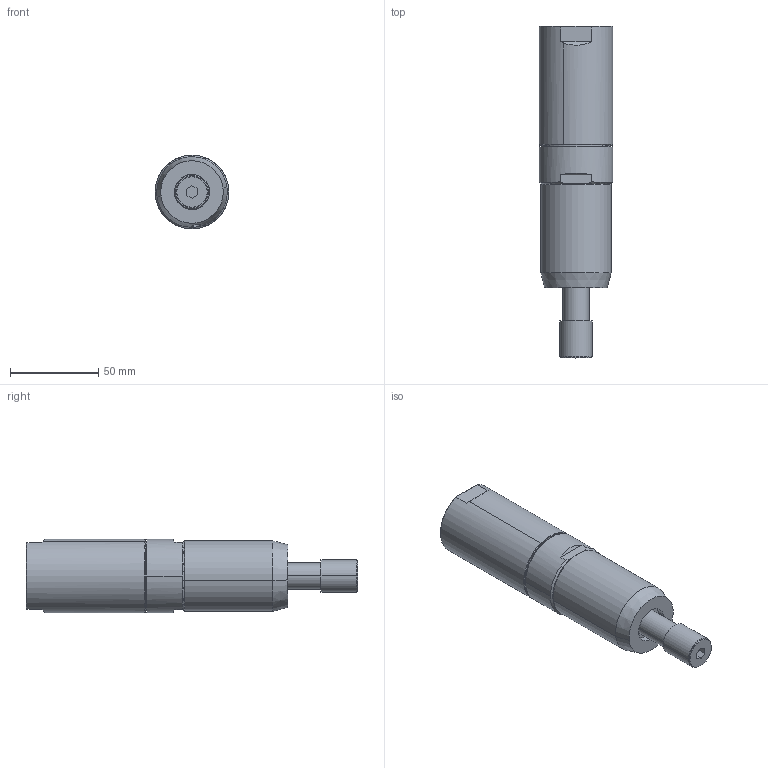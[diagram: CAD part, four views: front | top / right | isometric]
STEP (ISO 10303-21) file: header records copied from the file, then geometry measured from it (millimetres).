
FILE_DESCRIPTION (( 'STEP AP214' ), '1' );
FILE_NAME ('OSM55-300RC.STEP', '2022-10-11T14:12:14', ( '' ), ( '' ), 'SwSTEP 2.0', 'SolidWorks 2021', '' );
FILE_SCHEMA (( 'AUTOMOTIVE_DESIGN' ));
Length unit declared in the file: millimetre
Products named in the file (1): OSM55-300RC
Bounding box: 41.78 x 188.3 x 41.78 mm (x, y, z)
Surface area: 29776.6 mm2 (no closed solid volume)
Topology: 0 solids, 5 shells, 73 faces, 198 edges, 134 vertices
Faces by surface type: plane 26, cylinder 24, cone 23
Entity records: 3237 total; most frequent: CARTESIAN_POINT 544, DIRECTION 417, ORIENTED_EDGE 352, EDGE_CURVE 198, AXIS2_PLACEMENT_3D 167, VERTEX_POINT 134, CIRCLE 93, EDGE_LOOP 85
